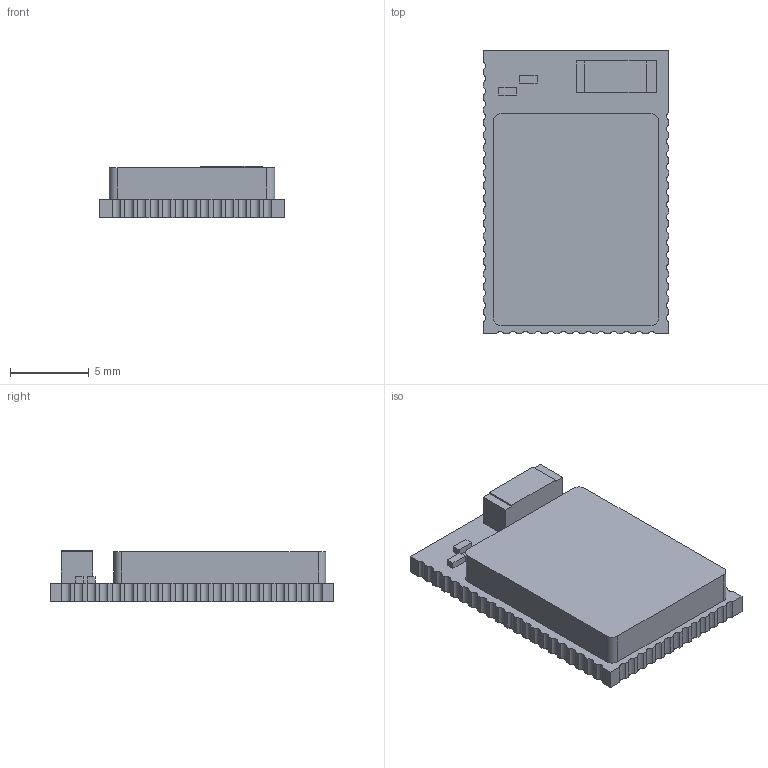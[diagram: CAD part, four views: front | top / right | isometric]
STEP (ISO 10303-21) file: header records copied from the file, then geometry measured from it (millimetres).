
FILE_DESCRIPTION (( 'STEP AP214' ), '1' );
FILE_NAME ('BC127_XTRA_PASTE.STEP', '2016-02-03T15:51:44', ( '' ), ( '' ), 'SwSTEP 2.0', 'SolidWorks 2016', '' );
FILE_SCHEMA (( 'AUTOMOTIVE_DESIGN' ));
Length unit declared in the file: millimetre
Products named in the file (1): BC127_XTRA_PASTE
Bounding box: 11.8 x 18 x 3.3 mm (x, y, z)
Volume: 554.8 mm3; surface area: 623.6 mm2
Topology: 1 solids, 1 shells, 153 faces, 441 edges, 294 vertices
Faces by surface type: plane 81, cylinder 72
Entity records: 5093 total; most frequent: DIRECTION 893, CARTESIAN_POINT 889, ORIENTED_EDGE 882, EDGE_CURVE 441, AXIS2_PLACEMENT_3D 298, LINE 297, VECTOR 297, VERTEX_POINT 294
